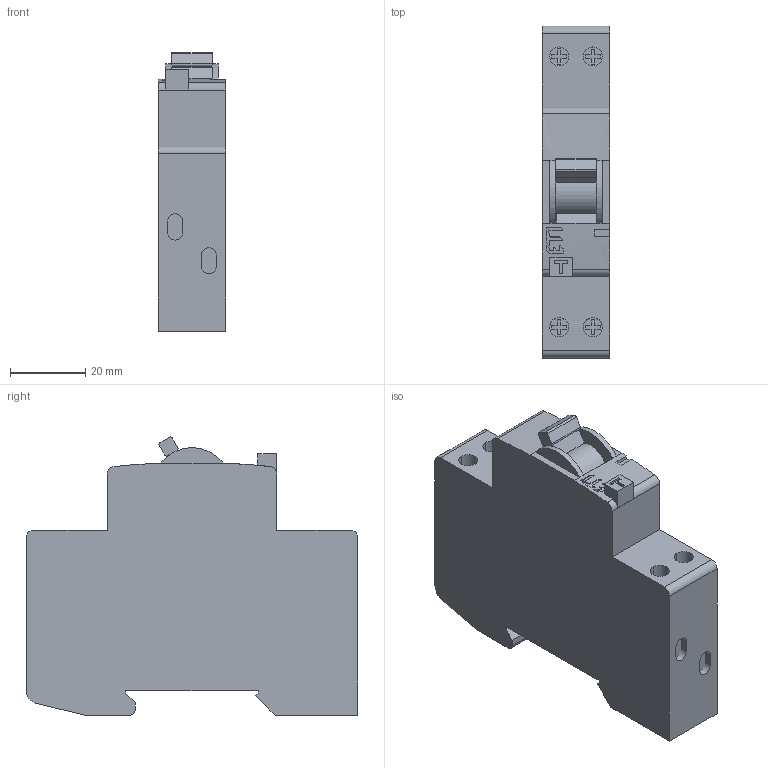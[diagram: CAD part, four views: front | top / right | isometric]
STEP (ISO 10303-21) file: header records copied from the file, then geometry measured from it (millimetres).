
FILE_DESCRIPTION((''),'2;1');
FILE_NAME('002191101_ETIMAT_1N_ASM_1_ASM','2022-11-24T09:15:24',('klemen.sitar'),('Audax d.o.o.'),'CREO PARAMETRIC BY PTC INC, 2021304','CREO PARAMETRIC BY PTC INC, 2021304','');
FILE_SCHEMA(('AP242_MANAGED_MODEL_BASED_3D_ENGINEERING_MIM_LF { 1 0 10303 442 1 1 4 }'));
Length unit declared in the file: millimetre
Products named in the file (14): PRT0001_1_1; PRT0002_1_1; PRT0005_1_1; ASTI_RCBO_KZS_1M_2_1; PRT0003_1_1_1; PRT0003_1_2_1; PRT0003_1_3_1; PRT0003_1_4_1; PRT0004_1_1_1; PRT0004_1_2_1; PRT0006_1_1_1; PRT0006_1_2_1; H7_11MM_USED_FOR_ETIMAT; 002191101_ETIMAT_1N_ASM_1_ASM
Assembly tree (13 placements, depth 2):
  002191101_ETIMAT_1N_ASM_1_ASM
    PRT0001_1_1
    PRT0002_1_1
    PRT0005_1_1
    ASTI_RCBO_KZS_1M_2_1
    PRT0003_1_1_1
    PRT0003_1_2_1
    PRT0003_1_3_1
    PRT0003_1_4_1
    PRT0004_1_1_1
    PRT0004_1_2_1
    PRT0006_1_1_1
    PRT0006_1_2_1
    H7_11MM_USED_FOR_ETIMAT
Bounding box: 17.9 x 88.2 x 73.97 mm (x, y, z)
Volume: 85894.9 mm3; surface area: 18789.3 mm2
Topology: 15 solids, 15 shells, 313 faces, 817 edges, 559 vertices
Faces by surface type: plane 220, cylinder 93
Entity records: 17031 total; most frequent: CARTESIAN_POINT 2081, DIRECTION 1635, ORIENTED_EDGE 1620, PRESENTATION_STYLE_ASSIGNMENT 1162, STYLED_ITEM 1162, CURVE_STYLE 834, EDGE_CURVE 810, VECTOR 587
